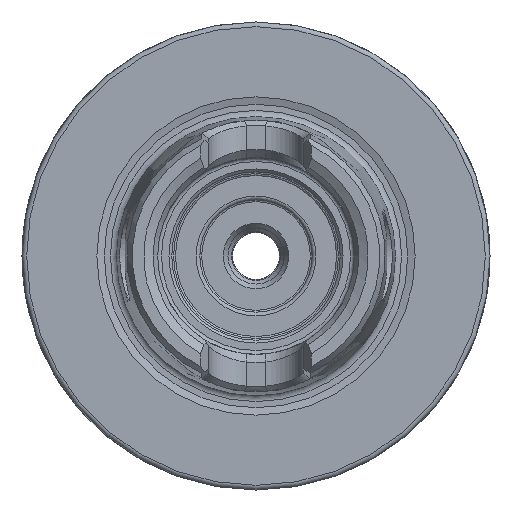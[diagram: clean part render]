
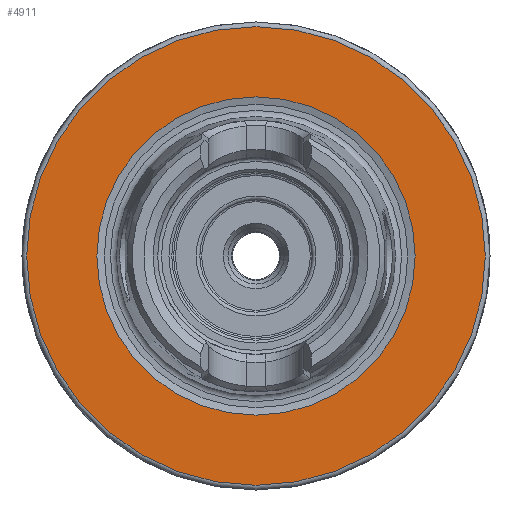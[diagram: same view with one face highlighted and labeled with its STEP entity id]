
A CAD part, left-side view. The second image highlights one B-rep face of the part: STEP entity #4911.
In plain terms, the highlighted planar face has unit normal (-1, 0, 0).
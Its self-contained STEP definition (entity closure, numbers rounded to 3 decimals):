
#4877=CARTESIAN_POINT('',(0.0,17.,0.0));
#4878=VERTEX_POINT('',#4877);
#4879=CARTESIAN_POINT('',(0.0,0.0,0.0));
#4880=DIRECTION('',(1.0,0.0,0.0));
#4881=DIRECTION('',(0.0,1.0,0.0));
#4882=AXIS2_PLACEMENT_3D('',#4879,#4880,#4881);
#4883=CIRCLE('',#4882,17.);
#4884=EDGE_CURVE('',#4878,#4878,#4883,.T.);
#4892=CARTESIAN_POINT('',(0.0,20.75,0.0));
#4893=DIRECTION('',(-1.0,0.0,0.0));
#4894=DIRECTION('',(0.0,0.0,1.0));
#4895=AXIS2_PLACEMENT_3D('',#4892,#4893,#4894);
#4896=PLANE('',#4895);
#4897=CARTESIAN_POINT('',(0.0,24.5,0.0));
#4898=VERTEX_POINT('',#4897);
#4899=CARTESIAN_POINT('',(0.0,0.0,0.0));
#4900=DIRECTION('',(1.0,0.0,0.0));
#4901=DIRECTION('',(0.0,1.0,0.0));
#4902=AXIS2_PLACEMENT_3D('',#4899,#4900,#4901);
#4903=CIRCLE('',#4902,24.5);
#4904=EDGE_CURVE('',#4898,#4898,#4903,.T.);
#4905=ORIENTED_EDGE('',*,*,#4904,.F.);
#4906=EDGE_LOOP('',(#4905));
#4907=FACE_OUTER_BOUND('',#4906,.T.);
#4908=ORIENTED_EDGE('',*,*,#4884,.T.);
#4909=EDGE_LOOP('',(#4908));
#4910=FACE_BOUND('',#4909,.T.);
#4911=ADVANCED_FACE('',(#4907,#4910),#4896,.T.);
